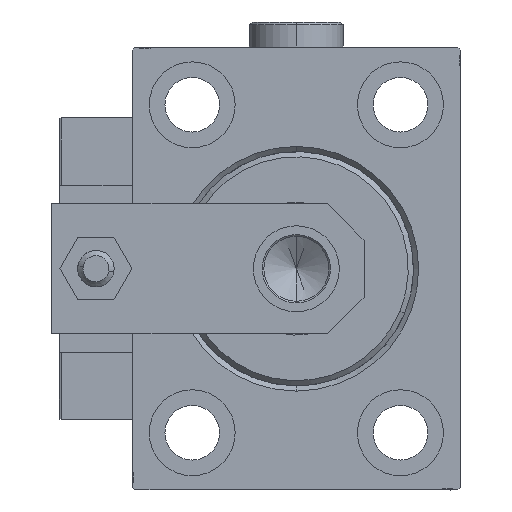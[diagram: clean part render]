
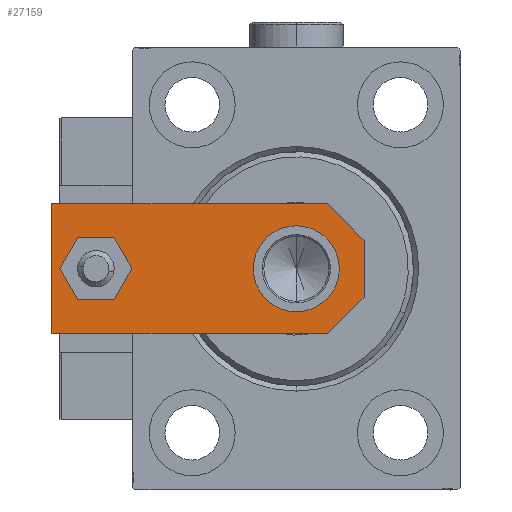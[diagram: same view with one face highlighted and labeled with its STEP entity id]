
A CAD part, left-side view. The second image highlights one B-rep face of the part: STEP entity #27159.
In plain terms, the highlighted face is planar.
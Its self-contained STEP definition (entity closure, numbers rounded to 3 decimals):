
#230 = VERTEX_POINT ( 'NONE', #27609 ) ;
#863 = PLANE ( 'NONE',  #47455 ) ;
#1090 = LINE ( 'NONE', #12802, #13526 ) ;
#1240 = CARTESIAN_POINT ( 'NONE',  ( -4., 51.5, 6. ) ) ;
#1705 = LINE ( 'NONE', #16006, #23607 ) ;
#2205 = CARTESIAN_POINT ( 'NONE',  ( 0., 13., 6. ) ) ;
#3254 = LINE ( 'NONE', #35039, #49173 ) ;
#3995 = DIRECTION ( 'NONE',  ( 0., 0., 1. ) ) ;
#4286 = ORIENTED_EDGE ( 'NONE', *, *, #35055, .T. ) ;
#5989 = EDGE_CURVE ( 'NONE', #21076, #47528, #50306, .T. ) ;
#6039 = VERTEX_POINT ( 'NONE', #39183 ) ;
#6259 = ORIENTED_EDGE ( 'NONE', *, *, #51281, .T. ) ;
#6333 = EDGE_CURVE ( 'NONE', #19086, #23464, #37011, .T. ) ;
#6404 = DIRECTION ( 'NONE',  ( 0., 0., 1. ) ) ;
#7691 = CARTESIAN_POINT ( 'NONE',  ( -8.25, 13., 6. ) ) ;
#8658 = FACE_OUTER_BOUND ( 'NONE', #10319, .T. ) ;
#9804 = DIRECTION ( 'NONE',  ( 0., 1., 0. ) ) ;
#10045 = VERTEX_POINT ( 'NONE', #45517 ) ;
#10319 = EDGE_LOOP ( 'NONE', ( #48423, #6259, #4286, #33840, #14602, #14139 ) ) ;
#10420 = ORIENTED_EDGE ( 'NONE', *, *, #5989, .F. ) ;
#11285 = DIRECTION ( 'NONE',  ( 1., 0., 0. ) ) ;
#12802 = CARTESIAN_POINT ( 'NONE',  ( -12.5, 0., 6. ) ) ;
#13526 = VECTOR ( 'NONE', #31847, 1000. ) ;
#13813 = EDGE_CURVE ( 'NONE', #10045, #230, #50882, .T. ) ;
#14139 = ORIENTED_EDGE ( 'NONE', *, *, #13813, .T. ) ;
#14491 = DIRECTION ( 'NONE',  ( 0.707, 0.707, 0. ) ) ;
#14551 = AXIS2_PLACEMENT_3D ( 'NONE', #26883, #27399, #19562 ) ;
#14602 = ORIENTED_EDGE ( 'NONE', *, *, #22173, .T. ) ;
#14653 = EDGE_LOOP ( 'NONE', ( #28180, #18783 ) ) ;
#15172 = CARTESIAN_POINT ( 'NONE',  ( 12.5, 60., 6. ) ) ;
#15195 = EDGE_CURVE ( 'NONE', #23464, #19086, #34726, .T. ) ;
#15711 = CARTESIAN_POINT ( 'NONE',  ( 0., 51.5, 6. ) ) ;
#16006 = CARTESIAN_POINT ( 'NONE',  ( -2.75, -2.75, 6. ) ) ;
#17281 = CARTESIAN_POINT ( 'NONE',  ( 0., 0., 6. ) ) ;
#17757 = CARTESIAN_POINT ( 'NONE',  ( 12.5, 7., 6. ) ) ;
#18165 = LINE ( 'NONE', #49942, #34294 ) ;
#18342 = DIRECTION ( 'NONE',  ( 1., 0., 0. ) ) ;
#18783 = ORIENTED_EDGE ( 'NONE', *, *, #6333, .F. ) ;
#19086 = VERTEX_POINT ( 'NONE', #33131 ) ;
#19562 = DIRECTION ( 'NONE',  ( 1., 0., 0. ) ) ;
#20558 = VERTEX_POINT ( 'NONE', #17757 ) ;
#21076 = VERTEX_POINT ( 'NONE', #40566 ) ;
#21141 = VERTEX_POINT ( 'NONE', #44732 ) ;
#21445 = DIRECTION ( 'NONE',  ( 0., 0., 1. ) ) ;
#22173 = EDGE_CURVE ( 'NONE', #20558, #10045, #18165, .T. ) ;
#22314 = DIRECTION ( 'NONE',  ( 1., 0., 0. ) ) ;
#23102 = LINE ( 'NONE', #46550, #25719 ) ;
#23464 = VERTEX_POINT ( 'NONE', #7691 ) ;
#23607 = VECTOR ( 'NONE', #28728, 1000. ) ;
#24199 = EDGE_CURVE ( 'NONE', #38824, #20558, #23102, .T. ) ;
#24844 = FACE_BOUND ( 'NONE', #48774, .T. ) ;
#25353 = FACE_BOUND ( 'NONE', #14653, .T. ) ;
#25719 = VECTOR ( 'NONE', #14491, 1000. ) ;
#26883 = CARTESIAN_POINT ( 'NONE',  ( 0., 13., 6. ) ) ;
#27159 = ADVANCED_FACE ( 'NONE', ( #24844, #8658, #25353 ), #863, .T. ) ;
#27229 = DIRECTION ( 'NONE',  ( 0., -1., 0. ) ) ;
#27399 = DIRECTION ( 'NONE',  ( 0., 0., 1. ) ) ;
#27609 = CARTESIAN_POINT ( 'NONE',  ( -12.5, 60., 6. ) ) ;
#28180 = ORIENTED_EDGE ( 'NONE', *, *, #15195, .F. ) ;
#28198 = EDGE_CURVE ( 'NONE', #230, #6039, #3254, .T. ) ;
#28728 = DIRECTION ( 'NONE',  ( 0.707, -0.707, 0. ) ) ;
#31847 = DIRECTION ( 'NONE',  ( 1., 0., 0. ) ) ;
#33131 = CARTESIAN_POINT ( 'NONE',  ( 8.25, 13., 6. ) ) ;
#33840 = ORIENTED_EDGE ( 'NONE', *, *, #24199, .T. ) ;
#34294 = VECTOR ( 'NONE', #9804, 1000. ) ;
#34553 = AXIS2_PLACEMENT_3D ( 'NONE', #42110, #6404, #22314 ) ;
#34726 = CIRCLE ( 'NONE', #38878, 8.25 ) ;
#35039 = CARTESIAN_POINT ( 'NONE',  ( -12.5, 60., 6. ) ) ;
#35055 = EDGE_CURVE ( 'NONE', #21141, #38824, #1090, .T. ) ;
#37011 = CIRCLE ( 'NONE', #14551, 8.25 ) ;
#38824 = VERTEX_POINT ( 'NONE', #43378 ) ;
#38878 = AXIS2_PLACEMENT_3D ( 'NONE', #2205, #50384, #18342 ) ;
#39183 = CARTESIAN_POINT ( 'NONE',  ( -12.5, 7., 6. ) ) ;
#40338 = CIRCLE ( 'NONE', #34553, 4. ) ;
#40566 = CARTESIAN_POINT ( 'NONE',  ( 4., 51.5, 6. ) ) ;
#41333 = VECTOR ( 'NONE', #47232, 1000. ) ;
#42110 = CARTESIAN_POINT ( 'NONE',  ( 0., 51.5, 6. ) ) ;
#43378 = CARTESIAN_POINT ( 'NONE',  ( 5.5, 0., 6. ) ) ;
#44339 = EDGE_CURVE ( 'NONE', #47528, #21076, #40338, .T. ) ;
#44732 = CARTESIAN_POINT ( 'NONE',  ( -5.5, 0., 6. ) ) ;
#45517 = CARTESIAN_POINT ( 'NONE',  ( 12.5, 60., 6. ) ) ;
#46140 = AXIS2_PLACEMENT_3D ( 'NONE', #15711, #3995, #11285 ) ;
#46550 = CARTESIAN_POINT ( 'NONE',  ( 2.75, -2.75, 6. ) ) ;
#46863 = ORIENTED_EDGE ( 'NONE', *, *, #44339, .F. ) ;
#47232 = DIRECTION ( 'NONE',  ( -1., 0., 0. ) ) ;
#47455 = AXIS2_PLACEMENT_3D ( 'NONE', #17281, #21445, #48548 ) ;
#47528 = VERTEX_POINT ( 'NONE', #1240 ) ;
#48423 = ORIENTED_EDGE ( 'NONE', *, *, #28198, .T. ) ;
#48548 = DIRECTION ( 'NONE',  ( 1., 0., 0. ) ) ;
#48774 = EDGE_LOOP ( 'NONE', ( #46863, #10420 ) ) ;
#49173 = VECTOR ( 'NONE', #27229, 1000. ) ;
#49942 = CARTESIAN_POINT ( 'NONE',  ( 12.5, 0., 6. ) ) ;
#50306 = CIRCLE ( 'NONE', #46140, 4. ) ;
#50384 = DIRECTION ( 'NONE',  ( 0., 0., 1. ) ) ;
#50882 = LINE ( 'NONE', #15172, #41333 ) ;
#51281 = EDGE_CURVE ( 'NONE', #6039, #21141, #1705, .T. ) ;
